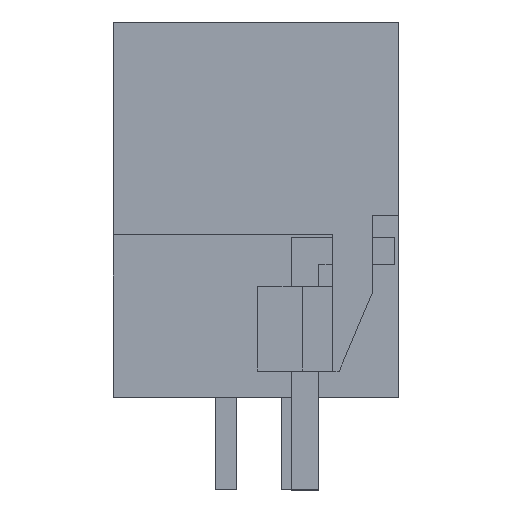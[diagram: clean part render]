
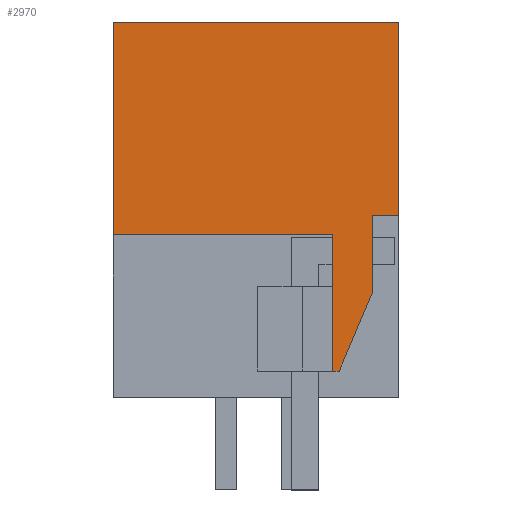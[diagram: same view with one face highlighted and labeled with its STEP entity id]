
A CAD part, left-side view. The second image highlights one B-rep face of the part: STEP entity #2970.
In plain terms, the highlighted planar face has unit normal (-1, 0, 0).
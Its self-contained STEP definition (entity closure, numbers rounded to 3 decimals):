
#2917=AXIS2_PLACEMENT_3D('Plane Axis2P3D',#2914,#2915,#2916) ;
#183=CARTESIAN_POINT('Vertex',(0.,10.8,17.7)) ;
#186=CARTESIAN_POINT('Line Origine',(0.,5.4,17.7)) ;
#190=CARTESIAN_POINT('Vertex',(0.,0.,17.7)) ;
#1341=CARTESIAN_POINT('Line Origine',(0.,0.,14.05)) ;
#1345=CARTESIAN_POINT('Vertex',(0.,0.,10.4)) ;
#1886=CARTESIAN_POINT('Vertex',(0.,10.8,9.65)) ;
#1889=CARTESIAN_POINT('Line Origine',(0.,10.8,13.675)) ;
#2914=CARTESIAN_POINT('Axis2P3D Location',(0.,10.8,0.)) ;
#2919=CARTESIAN_POINT('Line Origine',(0.,6.65,9.65)) ;
#2923=CARTESIAN_POINT('Vertex',(0.,2.5,9.65)) ;
#2926=CARTESIAN_POINT('Line Origine',(0.,2.5,7.075)) ;
#2930=CARTESIAN_POINT('Vertex',(0.,2.5,4.5)) ;
#2933=CARTESIAN_POINT('Line Origine',(0.,2.375,4.5)) ;
#2937=CARTESIAN_POINT('Vertex',(0.,2.25,4.5)) ;
#2940=CARTESIAN_POINT('Line Origine',(0.,1.623,5.979)) ;
#2944=CARTESIAN_POINT('Vertex',(0.,0.997,7.458)) ;
#2947=CARTESIAN_POINT('Line Origine',(0.,0.997,8.929)) ;
#2951=CARTESIAN_POINT('Vertex',(0.,0.997,10.4)) ;
#2954=CARTESIAN_POINT('Line Origine',(0.,0.498,10.4)) ;
#187=DIRECTION('Vector Direction',(0.,-1.,0.)) ;
#1342=DIRECTION('Vector Direction',(0.,0.,1.)) ;
#1890=DIRECTION('Vector Direction',(0.,0.,1.)) ;
#2915=DIRECTION('Axis2P3D Direction',(-1.,0.,0.)) ;
#2916=DIRECTION('Axis2P3D XDirection',(0.,-1.,0.)) ;
#2920=DIRECTION('Vector Direction',(0.,1.,0.)) ;
#2927=DIRECTION('Vector Direction',(0.,0.,1.)) ;
#2934=DIRECTION('Vector Direction',(0.,-1.,0.)) ;
#2941=DIRECTION('Vector Direction',(0.,0.39,-0.921)) ;
#2948=DIRECTION('Vector Direction',(0.,0.,1.)) ;
#2955=DIRECTION('Vector Direction',(0.,-1.,0.)) ;
#188=VECTOR('Line Direction',#187,1.) ;
#1343=VECTOR('Line Direction',#1342,1.) ;
#1891=VECTOR('Line Direction',#1890,1.) ;
#2921=VECTOR('Line Direction',#2920,1.) ;
#2928=VECTOR('Line Direction',#2927,1.) ;
#2935=VECTOR('Line Direction',#2934,1.) ;
#2942=VECTOR('Line Direction',#2941,1.) ;
#2949=VECTOR('Line Direction',#2948,1.) ;
#2956=VECTOR('Line Direction',#2955,1.) ;
#2960=ORIENTED_EDGE('',*,*,#1347,.T.) ;
#2961=ORIENTED_EDGE('',*,*,#192,.T.) ;
#2962=ORIENTED_EDGE('',*,*,#1893,.T.) ;
#2963=ORIENTED_EDGE('',*,*,#2925,.F.) ;
#2964=ORIENTED_EDGE('',*,*,#2932,.F.) ;
#2965=ORIENTED_EDGE('',*,*,#2939,.F.) ;
#2966=ORIENTED_EDGE('',*,*,#2946,.F.) ;
#2967=ORIENTED_EDGE('',*,*,#2953,.F.) ;
#2968=ORIENTED_EDGE('',*,*,#2958,.F.) ;
#2970=ADVANCED_FACE('HOUSING',(#2969),#2918,.T.) ;
#192=EDGE_CURVE('',#191,#184,#189,.F.) ;
#1347=EDGE_CURVE('',#1346,#191,#1344,.T.) ;
#1893=EDGE_CURVE('',#184,#1887,#1892,.F.) ;
#2925=EDGE_CURVE('',#2924,#1887,#2922,.T.) ;
#2932=EDGE_CURVE('',#2931,#2924,#2929,.T.) ;
#2939=EDGE_CURVE('',#2938,#2931,#2936,.F.) ;
#2946=EDGE_CURVE('',#2945,#2938,#2943,.T.) ;
#2953=EDGE_CURVE('',#2952,#2945,#2950,.F.) ;
#2958=EDGE_CURVE('',#1346,#2952,#2957,.F.) ;
#2959=EDGE_LOOP('',(#2960,#2961,#2962,#2963,#2964,#2965,#2966,#2967,#2968)) ;
#2969=FACE_OUTER_BOUND('',#2959,.T.) ;
#189=LINE('Line',#186,#188) ;
#1344=LINE('Line',#1341,#1343) ;
#1892=LINE('Line',#1889,#1891) ;
#2922=LINE('Line',#2919,#2921) ;
#2929=LINE('Line',#2926,#2928) ;
#2936=LINE('Line',#2933,#2935) ;
#2943=LINE('Line',#2940,#2942) ;
#2950=LINE('Line',#2947,#2949) ;
#2957=LINE('Line',#2954,#2956) ;
#2918=PLANE('',#2917) ;
#184=VERTEX_POINT('',#183) ;
#191=VERTEX_POINT('',#190) ;
#1346=VERTEX_POINT('',#1345) ;
#1887=VERTEX_POINT('',#1886) ;
#2924=VERTEX_POINT('',#2923) ;
#2931=VERTEX_POINT('',#2930) ;
#2938=VERTEX_POINT('',#2937) ;
#2945=VERTEX_POINT('',#2944) ;
#2952=VERTEX_POINT('',#2951) ;
